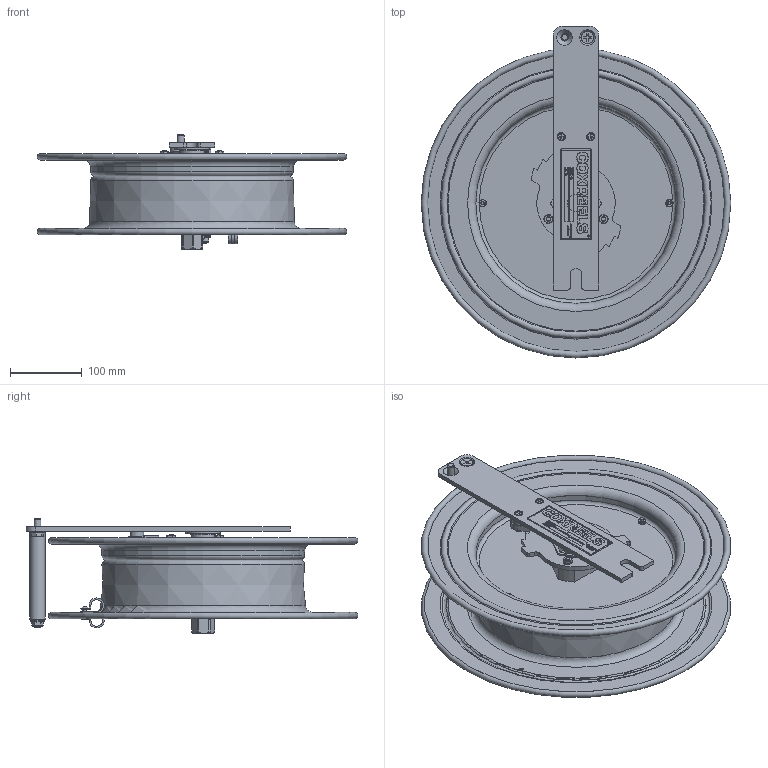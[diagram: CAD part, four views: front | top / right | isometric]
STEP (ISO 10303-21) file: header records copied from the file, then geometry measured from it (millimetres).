
FILE_DESCRIPTION(/* description */ (''),/* implementation_level */ '2;1');
FILE_NAME(/* name */ 'SR17L-L350_SHARED.stp',/* time_stamp */ '2020-04-16T11:16:07-07:00',/* author */ ('NMelton'),/* organization */ (''),/* preprocessor_version */ 'ST-DEVELOPER v17',/* originating_system */ 'Autodesk Inventor 2019',/* authorisation */ '');
FILE_SCHEMA (('AUTOMOTIVE_DESIGN { 1 0 10303 214 3 1 1 }'));
Products named in the file (1): SR17L-L350_SHARED
Bounding box: 431.8 x 462.91 x 159.64 mm (x, y, z)
Surface area: 886403 mm2 (no closed solid volume)
Topology: 0 solids, 109 shells, 2301 faces, 9803 edges, 7288 vertices
Faces by surface type: plane 1219, bspline 487, cylinder 421, cone 132, torus 37, sphere 5
Full cylindrical faces by diameter (mm): 2.159 x2, 2.54 x1, 3.048 x1, 3.962 x2, 4.826 x6, 5.182 x2, 5.588 x4, 8.89 x2, 9.525 x1, 10.312 x1, 12.548 x1, 12.7 x1, 12.859 x1, 14.859 x1, 17.882 x1, 18.034 x1, 19.05 x3, 20.574 x1, 20.625 x2, 21.336 x1, 34.925 x1, 35.052 x1, 39.624 x1, 48.26 x1, 273.05 x1
Entity records: 111202 total; most frequent: CARTESIAN_POINT 36013, ORIENTED_EDGE 14401, DIRECTION 12399, EDGE_CURVE 9793, VERTEX_POINT 7288, LINE 5807, VECTOR 5807, AXIS2_PLACEMENT_3D 3296
